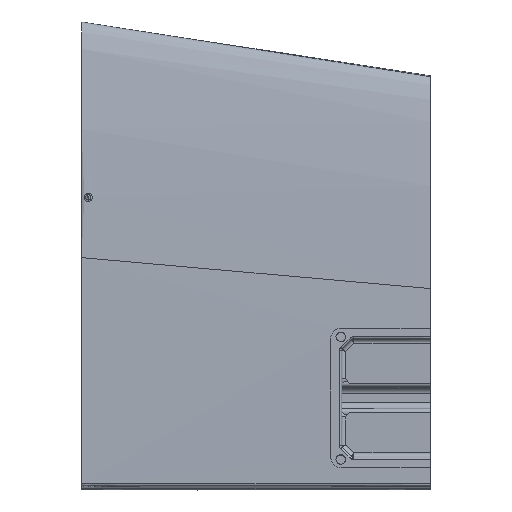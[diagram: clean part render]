
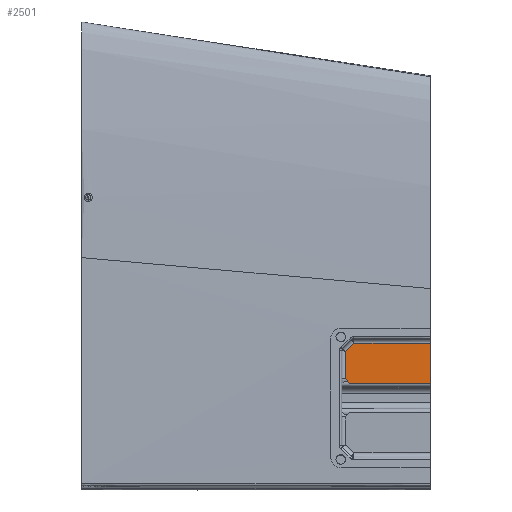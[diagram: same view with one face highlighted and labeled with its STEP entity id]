
A CAD part, front view. The second image highlights one B-rep face of the part: STEP entity #2501.
In plain terms, the highlighted planar face has unit normal (0, -1, 0).
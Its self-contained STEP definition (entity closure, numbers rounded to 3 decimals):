
#108=B_SPLINE_CURVE_WITH_KNOTS('',3,(#8275,#8276,#8277,#8278,#8279,#8280),
 .UNSPECIFIED.,.F.,.F.,(4,2,4),(-2.571,-2.37,-2.333),
 .UNSPECIFIED.);
#232=PLANE('',#2744);
#306=FACE_OUTER_BOUND('',#484,.T.);
#484=EDGE_LOOP('',(#1903,#1904,#1905,#1906,#1907,#1908));
#641=LINE('',#7077,#775);
#674=LINE('',#8273,#808);
#675=LINE('',#8281,#809);
#676=LINE('',#8283,#810);
#677=LINE('',#8284,#811);
#775=VECTOR('',#3088,1000.);
#808=VECTOR('',#3179,1000.);
#809=VECTOR('',#3180,1000.);
#810=VECTOR('',#3181,1000.);
#811=VECTOR('',#3182,1000.);
#1106=VERTEX_POINT('',#7074);
#1107=VERTEX_POINT('',#7076);
#1163=VERTEX_POINT('',#8271);
#1164=VERTEX_POINT('',#8272);
#1165=VERTEX_POINT('',#8274);
#1166=VERTEX_POINT('',#8282);
#1367=EDGE_CURVE('',#1107,#1106,#641,.T.);
#1437=EDGE_CURVE('',#1163,#1164,#674,.T.);
#1438=EDGE_CURVE('',#1164,#1165,#108,.T.);
#1439=EDGE_CURVE('',#1165,#1107,#675,.T.);
#1440=EDGE_CURVE('',#1106,#1166,#676,.T.);
#1441=EDGE_CURVE('',#1166,#1163,#677,.T.);
#1903=ORIENTED_EDGE('',*,*,#1437,.T.);
#1904=ORIENTED_EDGE('',*,*,#1438,.T.);
#1905=ORIENTED_EDGE('',*,*,#1439,.T.);
#1906=ORIENTED_EDGE('',*,*,#1367,.T.);
#1907=ORIENTED_EDGE('',*,*,#1440,.T.);
#1908=ORIENTED_EDGE('',*,*,#1441,.T.);
#2501=ADVANCED_FACE('',(#306),#232,.F.);
#2744=AXIS2_PLACEMENT_3D('',#8270,#3177,#3178);
#3088=DIRECTION('',(0.,0.,1.));
#3177=DIRECTION('center_axis',(0.,1.,0.));
#3178=DIRECTION('ref_axis',(0.,0.,1.));
#3179=DIRECTION('',(0.,0.,-1.));
#3180=DIRECTION('',(1.,0.,0.));
#3181=DIRECTION('',(-1.,0.,0.));
#3182=DIRECTION('',(-0.707,0.,-0.707));
#7074=CARTESIAN_POINT('',(285.,22.,185.));
#7076=CARTESIAN_POINT('',(285.,22.,166.072));
#7077=CARTESIAN_POINT('',(285.,22.,159.));
#8270=CARTESIAN_POINT('Origin',(280.395,22.,159.));
#8271=CARTESIAN_POINT('',(245.,22.,181.172));
#8272=CARTESIAN_POINT('',(245.,22.,168.072));
#8273=CARTESIAN_POINT('',(245.,22.,159.));
#8274=CARTESIAN_POINT('',(246.559,22.,166.072));
#8275=CARTESIAN_POINT('Ctrl Pts',(245.,22.,168.072));
#8276=CARTESIAN_POINT('Ctrl Pts',(245.386,22.,167.526));
#8277=CARTESIAN_POINT('Ctrl Pts',(245.81,22.,166.925));
#8278=CARTESIAN_POINT('Ctrl Pts',(246.376,22.,166.272));
#8279=CARTESIAN_POINT('Ctrl Pts',(246.466,22.,166.171));
#8280=CARTESIAN_POINT('Ctrl Pts',(246.559,22.,166.072));
#8281=CARTESIAN_POINT('',(280.395,22.,166.072));
#8282=CARTESIAN_POINT('',(248.828,22.,185.));
#8283=CARTESIAN_POINT('',(280.395,22.,185.));
#8284=CARTESIAN_POINT('',(251.612,22.,187.783));
